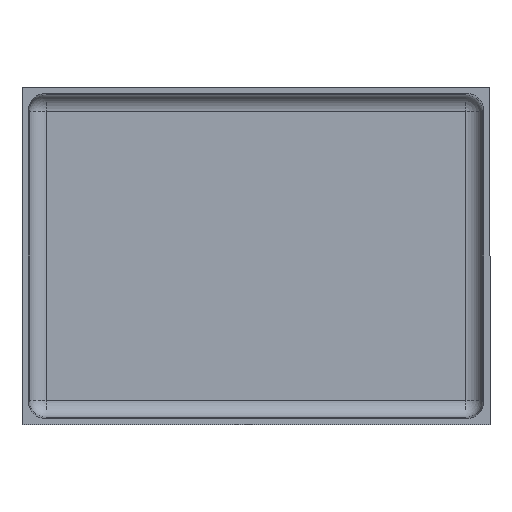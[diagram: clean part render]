
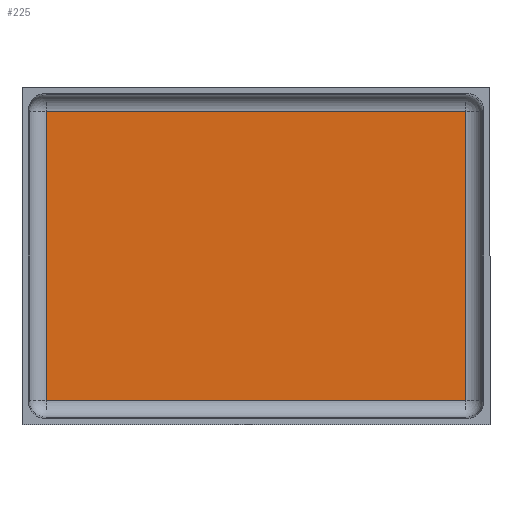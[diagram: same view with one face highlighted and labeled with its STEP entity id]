
A CAD part, front view. The second image highlights one B-rep face of the part: STEP entity #225.
In plain terms, the highlighted planar face has unit normal (0, -1, 0).
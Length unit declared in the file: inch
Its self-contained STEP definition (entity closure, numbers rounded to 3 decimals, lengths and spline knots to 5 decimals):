
#68 = DIRECTION ( 'NONE',  ( -1., 0., 0. ) ) ;
#69 = FACE_OUTER_BOUND ( 'NONE', #238, .T. ) ;
#71 = DIRECTION ( 'NONE',  ( 0., 0., -1. ) ) ;
#87 = VECTOR ( 'NONE', #71, 39.37008 ) ;
#88 = CARTESIAN_POINT ( 'NONE',  ( 8.3097, 1.79, 6.654 ) ) ;
#89 = LINE ( 'NONE', #88, #87 ) ;
#92 = VECTOR ( 'NONE', #68, 39.37008 ) ;
#93 = CARTESIAN_POINT ( 'NONE',  ( -9.239, 1.79, -5.7247 ) ) ;
#94 = LINE ( 'NONE', #93, #92 ) ;
#100 = PLANE ( 'NONE',  #103 ) ;
#103 = AXIS2_PLACEMENT_3D ( 'NONE', #105, #104, #110 ) ;
#104 = DIRECTION ( 'NONE',  ( 0., 1., 0. ) ) ;
#105 = CARTESIAN_POINT ( 'NONE',  ( -9.239, 1.79, 6.654 ) ) ;
#110 = DIRECTION ( 'NONE',  ( 0., 0., 1. ) ) ;
#148 = CARTESIAN_POINT ( 'NONE',  ( -8.3097, 1.79, 5.7247 ) ) ;
#161 = CARTESIAN_POINT ( 'NONE',  ( 8.3097, 1.79, 5.7247 ) ) ;
#168 = DIRECTION ( 'NONE',  ( 1., 0., 0. ) ) ;
#169 = VECTOR ( 'NONE', #168, 39.37008 ) ;
#171 = LINE ( 'NONE', #178, #169 ) ;
#178 = CARTESIAN_POINT ( 'NONE',  ( -9.239, 1.79, 5.7247 ) ) ;
#179 = CARTESIAN_POINT ( 'NONE',  ( 8.3097, 1.79, -5.7247 ) ) ;
#206 = ORIENTED_EDGE ( 'NONE', *, *, #303, .T. ) ;
#209 = EDGE_CURVE ( 'NONE', #237, #266, #89, .T. ) ;
#210 = EDGE_CURVE ( 'NONE', #266, #290, #94, .T. ) ;
#224 = ORIENTED_EDGE ( 'NONE', *, *, #210, .F. ) ;
#225 = ADVANCED_FACE ( 'NONE', ( #69 ), #100, .F. ) ;
#236 = ORIENTED_EDGE ( 'NONE', *, *, #209, .F. ) ;
#237 = VERTEX_POINT ( 'NONE', #161 ) ;
#238 = EDGE_LOOP ( 'NONE', ( #257, #206, #224, #236 ) ) ;
#251 = VERTEX_POINT ( 'NONE', #148 ) ;
#257 = ORIENTED_EDGE ( 'NONE', *, *, #258, .F. ) ;
#258 = EDGE_CURVE ( 'NONE', #251, #237, #171, .T. ) ;
#266 = VERTEX_POINT ( 'NONE', #179 ) ;
#290 = VERTEX_POINT ( 'NONE', #570 ) ;
#303 = EDGE_CURVE ( 'NONE', #251, #290, #611, .T. ) ;
#570 = CARTESIAN_POINT ( 'NONE',  ( -8.3097, 1.79, -5.7247 ) ) ;
#602 = VECTOR ( 'NONE', #625, 39.37008 ) ;
#611 = LINE ( 'NONE', #616, #602 ) ;
#616 = CARTESIAN_POINT ( 'NONE',  ( -8.3097, 1.79, 6.654 ) ) ;
#625 = DIRECTION ( 'NONE',  ( 0., 0., -1. ) ) ;
